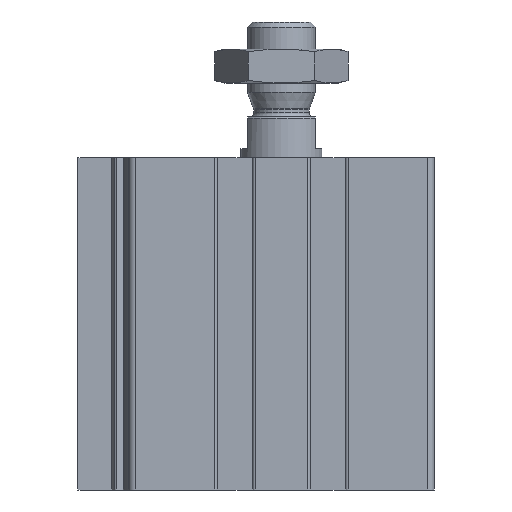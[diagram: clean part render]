
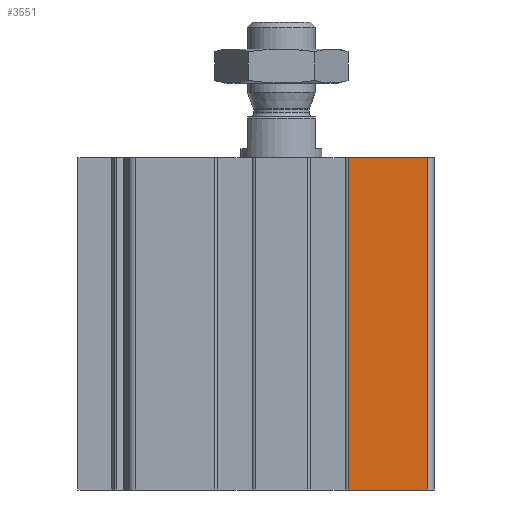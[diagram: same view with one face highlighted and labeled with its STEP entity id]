
A CAD part, left-side view. The second image highlights one B-rep face of the part: STEP entity #3551.
In plain terms, the highlighted planar face has unit normal (-1, 0, 0).
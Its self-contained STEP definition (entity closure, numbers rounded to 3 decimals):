
#72=LINE('',#5438,#348);
#73=LINE('',#5441,#349);
#74=LINE('',#5443,#350);
#75=LINE('',#5445,#351);
#348=VECTOR('',#4278,1000.);
#349=VECTOR('',#4279,1000.);
#350=VECTOR('',#4280,1000.);
#351=VECTOR('',#4281,1000.);
#624=PLANE('',#3818);
#734=ORIENTED_EDGE('',*,*,#1758,.F.);
#735=ORIENTED_EDGE('',*,*,#1759,.F.);
#736=ORIENTED_EDGE('',*,*,#1760,.T.);
#737=ORIENTED_EDGE('',*,*,#1761,.T.);
#1758=EDGE_CURVE('',#2270,#2271,#72,.T.);
#1759=EDGE_CURVE('',#2272,#2270,#73,.T.);
#1760=EDGE_CURVE('',#2272,#2273,#74,.T.);
#1761=EDGE_CURVE('',#2273,#2271,#75,.T.);
#2270=VERTEX_POINT('',#5439);
#2271=VERTEX_POINT('',#5440);
#2272=VERTEX_POINT('',#5442);
#2273=VERTEX_POINT('',#5444);
#2856=EDGE_LOOP('',(#734,#735,#736,#737));
#3156=FACE_BOUND('',#2856,.T.);
#3551=ADVANCED_FACE('',(#3156),#624,.T.);
#3818=AXIS2_PLACEMENT_3D('',#5437,#4276,#4277);
#4276=DIRECTION('',(-1.,0.,0.));
#4277=DIRECTION('',(0.,0.,1.));
#4278=DIRECTION('',(0.,-1.,0.));
#4279=DIRECTION('',(0.,0.,1.));
#4280=DIRECTION('',(0.,-1.,0.));
#4281=DIRECTION('',(0.,0.,1.));
#5437=CARTESIAN_POINT('',(-22.5,-9.85,-49.));
#5438=CARTESIAN_POINT('',(-22.5,-9.85,0.));
#5439=CARTESIAN_POINT('',(-22.5,-9.85,0.));
#5440=CARTESIAN_POINT('',(-22.5,-21.5,0.));
#5441=CARTESIAN_POINT('',(-22.5,-9.85,-49.));
#5442=CARTESIAN_POINT('',(-22.5,-9.85,-49.));
#5443=CARTESIAN_POINT('',(-22.5,-9.85,-49.));
#5444=CARTESIAN_POINT('',(-22.5,-21.5,-49.));
#5445=CARTESIAN_POINT('',(-22.5,-21.5,-49.));
